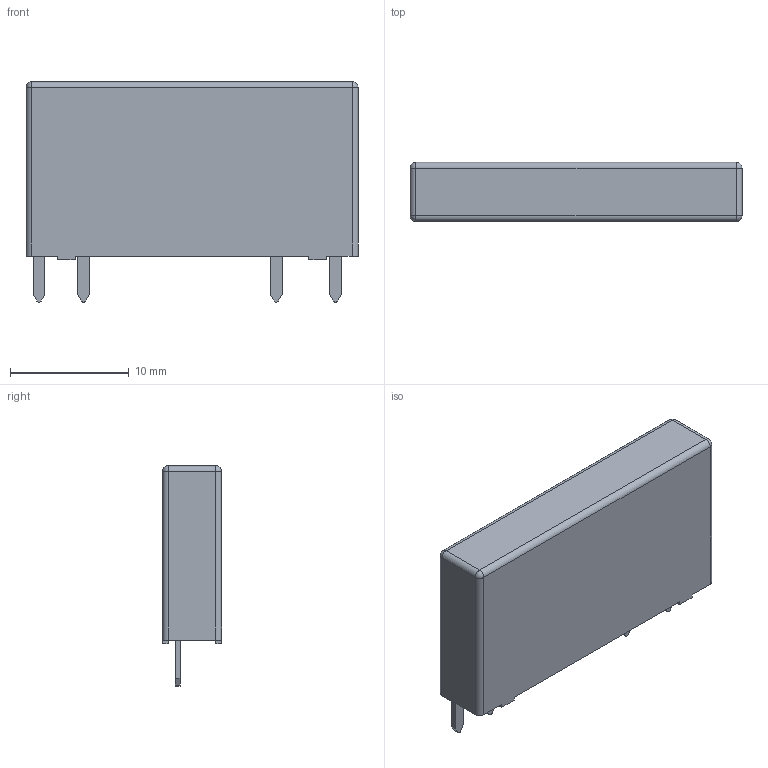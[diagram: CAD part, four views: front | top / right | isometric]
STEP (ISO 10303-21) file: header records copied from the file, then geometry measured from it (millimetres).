
FILE_DESCRIPTION(/* description */ ('Unknown'),/* implementation_level */ '2;1');
FILE_NAME(/* name */ '3481',/* time_stamp */ '2021-06-21T17:02:47+02:00',/* author */ ('Unknown'),/* organization */ ('Unknown'),/* preprocessor_version */ 'ST-DEVELOPER v16.7',/* originating_system */ 'DEX',/* authorisation */ $);
FILE_SCHEMA (('AUTOMOTIVE_DESIGN {1 0 10303 214 3 1 1}'));
Length unit declared in the file: millimetre
Products named in the file (1): 3481
Bounding box: 28 x 5 x 18.6 mm (x, y, z)
Volume: 2058.1 mm3; surface area: 1268.5 mm2
Topology: 1 solids, 1 shells, 62 faces, 160 edges, 100 vertices
Faces by surface type: plane 46, cylinder 12, sphere 4
Entity records: 2287 total; most frequent: CARTESIAN_POINT 319, ORIENTED_EDGE 312, DIRECTION 306, EDGE_CURVE 156, LINE 132, VECTOR 132, VERTEX_POINT 100, AXIS2_PLACEMENT_3D 87
